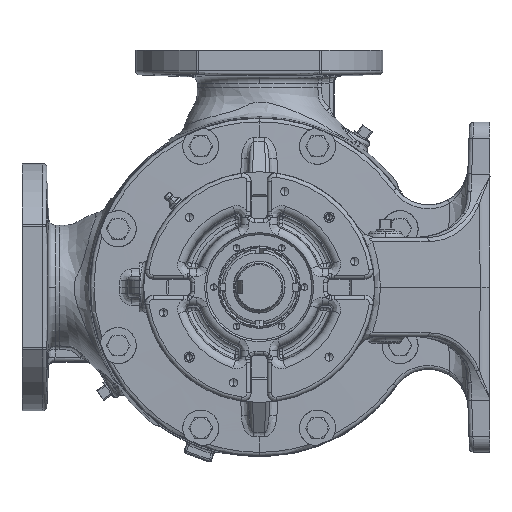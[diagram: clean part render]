
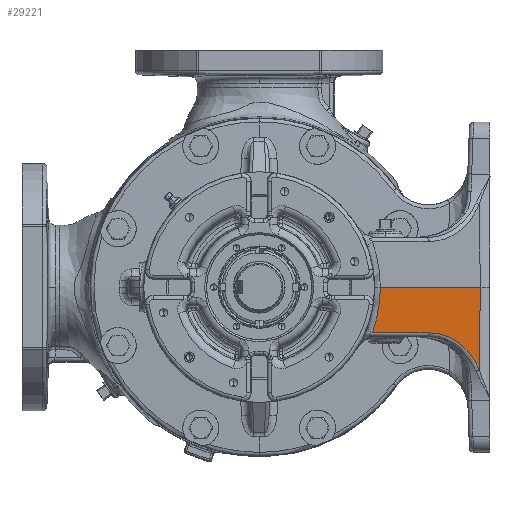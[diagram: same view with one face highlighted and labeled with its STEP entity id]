
A CAD part, left-side view. The second image highlights one B-rep face of the part: STEP entity #29221.
In plain terms, the highlighted planar face has unit normal (-0.642, -0.766, -0.035).
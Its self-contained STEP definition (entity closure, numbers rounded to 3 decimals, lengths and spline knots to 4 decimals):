
#1968 = VECTOR ( 'NONE', #101173, 39.3701 ) ;
#2215 = VERTEX_POINT ( 'NONE', #107445 ) ;
#2930 = DIRECTION ( 'NONE',  ( 0.766, -0.643, 0. ) ) ;
#3896 = LINE ( 'NONE', #154465, #24830 ) ;
#7311 = ORIENTED_EDGE ( 'NONE', *, *, #113021, .T. ) ;
#12794 = CARTESIAN_POINT ( 'NONE',  ( -9.8089, -3.435, -1.3842 ) ) ;
#18513 = CARTESIAN_POINT ( 'NONE',  ( -6.2759, -6.3809, -1.7931 ) ) ;
#24830 = VECTOR ( 'NONE', #2930, 39.3701 ) ;
#29221 = ADVANCED_FACE ( 'Defeatured_0_2891', ( #33142 ), #97039, .T. ) ;
#30681 = EDGE_CURVE ( 'NONE', #115554, #58196, #70670, .T. ) ;
#33142 = FACE_OUTER_BOUND ( 'NONE', #33168, .T. ) ;
#33168 = EDGE_LOOP ( 'NONE', ( #109627, #123260, #7311, #71795, #134053 ) ) ;
#34298 = CARTESIAN_POINT ( 'NONE',  ( -5.9831, -6.7083, 0. ) ) ;
#49420 =( BOUNDED_CURVE ( )  B_SPLINE_CURVE ( 3, ( #194816, #163331, #149541, #12794 ),
 .UNSPECIFIED., .F., .F. ) 
 B_SPLINE_CURVE_WITH_KNOTS ( ( 4, 4 ),
 ( 3.1022, 3.4343 ),
 .UNSPECIFIED. ) 
 CURVE ( )  GEOMETRIC_REPRESENTATION_ITEM ( )  RATIONAL_B_SPLINE_CURVE ( ( 1., 0.991, 0.991, 1. ) ) 
 REPRESENTATION_ITEM ( '' )  );
#49857 = DIRECTION ( 'NONE',  ( -0.642, -0.766, -0.035 ) ) ;
#57554 = VECTOR ( 'NONE', #193512, 39.3701 ) ;
#58196 = VERTEX_POINT ( 'NONE', #34298 ) ;
#64121 =( BOUNDED_CURVE ( )  B_SPLINE_CURVE ( 3, ( #126732, #77602, #18513, #80493 ),
 .UNSPECIFIED., .F., .F. ) 
 B_SPLINE_CURVE_WITH_KNOTS ( ( 4, 4 ),
 ( 1.6251, 2.7001 ),
 .UNSPECIFIED. ) 
 CURVE ( )  GEOMETRIC_REPRESENTATION_ITEM ( )  RATIONAL_B_SPLINE_CURVE ( ( 1., 0.906, 0.906, 1. ) ) 
 REPRESENTATION_ITEM ( '' )  );
#70670 = LINE ( 'NONE', #130696, #1968 ) ;
#71795 = ORIENTED_EDGE ( 'NONE', *, *, #171192, .T. ) ;
#77602 = CARTESIAN_POINT ( 'NONE',  ( -6.962, -5.8238, -1.3842 ) ) ;
#80083 = EDGE_CURVE ( 'NONE', #167609, #58196, #3896, .T. ) ;
#80493 = CARTESIAN_POINT ( 'NONE',  ( -5.896, -6.6677, -2.4956 ) ) ;
#84158 = CARTESIAN_POINT ( 'NONE',  ( -9.5972, -3.6757, 0. ) ) ;
#87429 = VERTEX_POINT ( 'NONE', #184959 ) ;
#97039 = PLANE ( 'NONE',  #158883 ) ;
#101173 = DIRECTION ( 'NONE',  ( -0.035, -0.016, 0.999 ) ) ;
#102171 = CARTESIAN_POINT ( 'NONE',  ( -5.896, -6.6677, -2.4956 ) ) ;
#107445 = CARTESIAN_POINT ( 'NONE',  ( -7.7607, -5.1537, -1.3842 ) ) ;
#109627 = ORIENTED_EDGE ( 'NONE', *, *, #80083, .F. ) ;
#112737 = EDGE_CURVE ( 'NONE', #167609, #87429, #49420, .T. ) ;
#113021 = EDGE_CURVE ( 'NONE', #87429, #2215, #134463, .T. ) ;
#115554 = VERTEX_POINT ( 'NONE', #102171 ) ;
#122737 = CARTESIAN_POINT ( 'NONE',  ( -5.3907, -7.2054, 0. ) ) ;
#123260 = ORIENTED_EDGE ( 'NONE', *, *, #112737, .T. ) ;
#126732 = CARTESIAN_POINT ( 'NONE',  ( -7.7607, -5.1537, -1.3842 ) ) ;
#130696 = CARTESIAN_POINT ( 'NONE',  ( -5.983, -6.7083, -0.0038 ) ) ;
#134053 = ORIENTED_EDGE ( 'NONE', *, *, #30681, .T. ) ;
#134463 = LINE ( 'NONE', #162029, #57554 ) ;
#139408 = DIRECTION ( 'NONE',  ( 0.766, -0.643, 0. ) ) ;
#149541 = CARTESIAN_POINT ( 'NONE',  ( -9.6462, -3.5918, -0.9383 ) ) ;
#154465 = CARTESIAN_POINT ( 'NONE',  ( -5.3907, -7.2054, 0. ) ) ;
#158883 = AXIS2_PLACEMENT_3D ( 'NONE', #122737, #49857, #139408 ) ;
#162029 = CARTESIAN_POINT ( 'NONE',  ( -5.3596, -7.1684, -1.3842 ) ) ;
#163331 = CARTESIAN_POINT ( 'NONE',  ( -9.575, -3.6728, -0.4726 ) ) ;
#167609 = VERTEX_POINT ( 'NONE', #84158 ) ;
#171192 = EDGE_CURVE ( 'NONE', #2215, #115554, #64121, .T. ) ;
#184959 = CARTESIAN_POINT ( 'NONE',  ( -9.8089, -3.435, -1.3842 ) ) ;
#193512 = DIRECTION ( 'NONE',  ( 0.766, -0.643, 0. ) ) ;
#194816 = CARTESIAN_POINT ( 'NONE',  ( -9.5972, -3.6757, 0. ) ) ;
